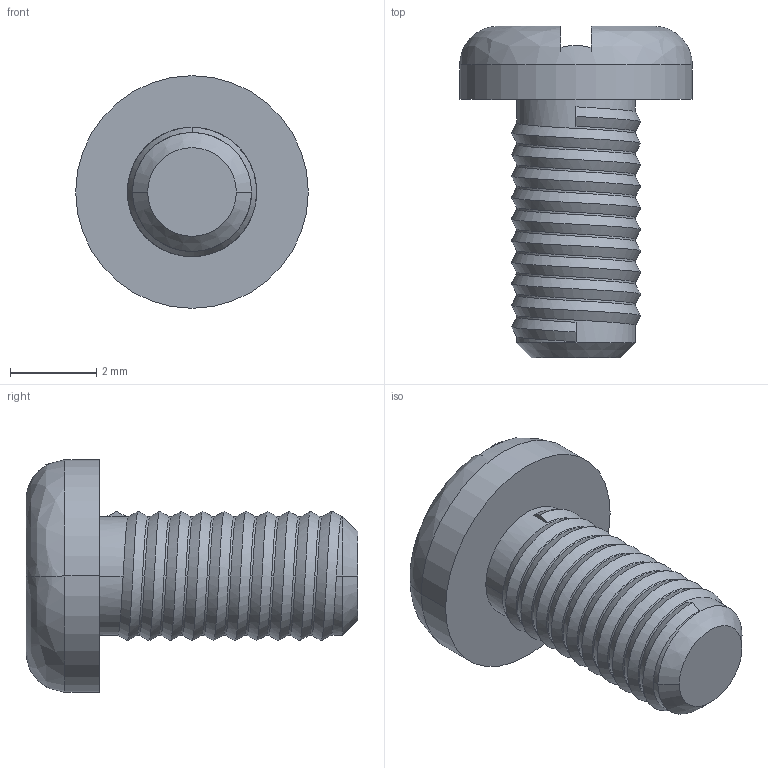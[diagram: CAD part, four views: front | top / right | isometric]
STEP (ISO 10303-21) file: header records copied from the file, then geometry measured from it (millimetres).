
FILE_DESCRIPTION (( 'STEP AP214' ), '1' );
FILE_NAME ('keystone-PN29341.STEP', '2023-06-12T10:59:24', ( '' ), ( '' ), 'SwSTEP 2.0', 'SolidWorks 2023', '' );
FILE_SCHEMA (( 'AUTOMOTIVE_DESIGN' ));
Length unit declared in the file: inch
Products named in the file (1): keystone-PN29341
Bounding box: 5.4 x 7.7 x 5.4 mm (x, y, z)
Volume: 72 mm3; surface area: 130.6 mm2
Topology: 1 solids, 1 shells, 40 faces, 107 edges, 70 vertices
Faces by surface type: cylinder 23, plane 11, bspline 4, cone 2
Entity records: 2135 total; most frequent: CARTESIAN_POINT 1264, ORIENTED_EDGE 214, DIRECTION 140, EDGE_CURVE 107, VERTEX_POINT 70, AXIS2_PLACEMENT_3D 49, LINE 42, VECTOR 42
